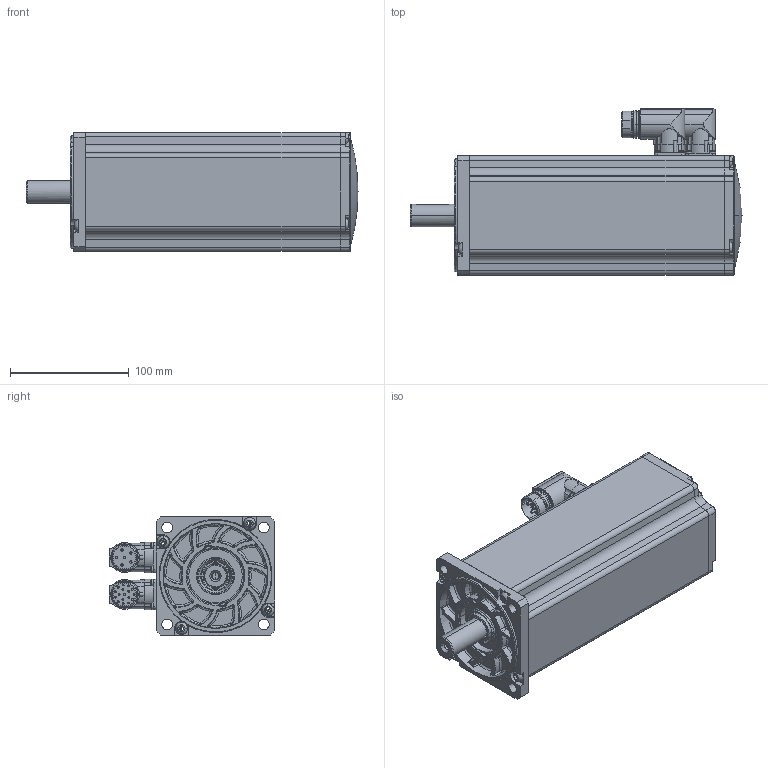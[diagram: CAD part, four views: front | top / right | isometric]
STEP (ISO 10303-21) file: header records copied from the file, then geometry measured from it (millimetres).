
FILE_DESCRIPTION((''),'2;1');
FILE_NAME('53183N-0_SW0001','2016-06-04T',('zhangyanli'),(''),'PRO/ENGINEER BY PARAMETRIC TECHNOLOGY CORPORATION, 2010430','PRO/ENGINEER BY PARAMETRIC TECHNOLOGY CORPORATION, 2010430','');
FILE_SCHEMA(('CONFIG_CONTROL_DESIGN'));
Length unit declared in the file: millimetre
Products named in the file (1): 53183N-0_SW0001
Bounding box: 279 x 139.5 x 100 mm (x, y, z)
Surface area: 135276.9 mm2 (no closed solid volume)
Topology: 0 solids, 46 shells, 640 faces, 2049 edges, 1414 vertices
Faces by surface type: cylinder 239, plane 168, cone 72, torus 68, bspline 51, sphere 42
Entity records: 26349 total; most frequent: CARTESIAN_POINT 8583, DIRECTION 3904, ORIENTED_EDGE 3319, EDGE_CURVE 2047, AXIS2_PLACEMENT_3D 1633, VERTEX_POINT 1414, CIRCLE 1044, EDGE_LOOP 730
